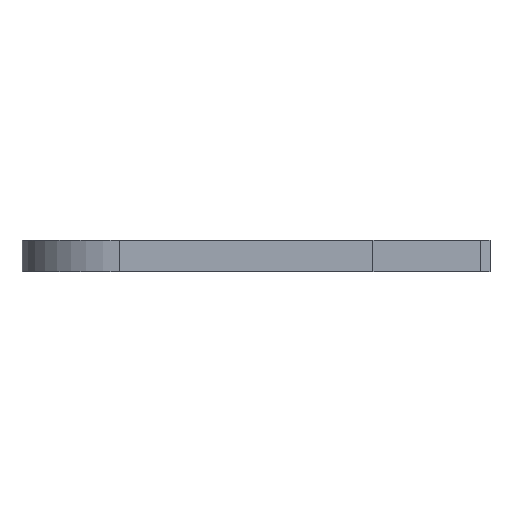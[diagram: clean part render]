
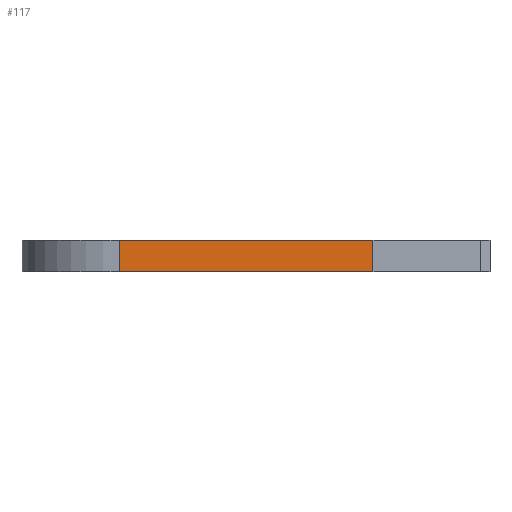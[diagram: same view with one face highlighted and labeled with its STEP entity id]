
A CAD part, left-side view. The second image highlights one B-rep face of the part: STEP entity #117.
In plain terms, the highlighted planar face has unit normal (-1, 0, 0).
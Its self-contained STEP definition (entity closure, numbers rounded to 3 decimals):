
#24 = CARTESIAN_POINT ( 'NONE',  ( 0., 0., 0.8 ) ) ;
#33 = FACE_OUTER_BOUND ( 'NONE', #713, .T. ) ;
#85 = VECTOR ( 'NONE', #279, 1000. ) ;
#117 = ADVANCED_FACE ( 'NONE', ( #33 ), #773, .F. ) ;
#158 = CARTESIAN_POINT ( 'NONE',  ( 0., 0., 0.8 ) ) ;
#167 = LINE ( 'NONE', #24, #779 ) ;
#211 = EDGE_CURVE ( 'NONE', #352, #764, #582, .T. ) ;
#246 = AXIS2_PLACEMENT_3D ( 'NONE', #570, #709, #641 ) ;
#275 = VECTOR ( 'NONE', #648, 1000. ) ;
#276 = CARTESIAN_POINT ( 'NONE',  ( 0., 0., 0. ) ) ;
#279 = DIRECTION ( 'NONE',  ( 0., -1., 0. ) ) ;
#349 = EDGE_CURVE ( 'NONE', #764, #728, #410, .T. ) ;
#352 = VERTEX_POINT ( 'NONE', #478 ) ;
#404 = CARTESIAN_POINT ( 'NONE',  ( 0., 0., 0.8 ) ) ;
#410 = LINE ( 'NONE', #552, #85 ) ;
#478 = CARTESIAN_POINT ( 'NONE',  ( 0., 6.5, 0.8 ) ) ;
#508 = DIRECTION ( 'NONE',  ( 0., -1., 0. ) ) ;
#529 = VECTOR ( 'NONE', #816, 1000. ) ;
#548 = VERTEX_POINT ( 'NONE', #158 ) ;
#551 = LINE ( 'NONE', #404, #529 ) ;
#552 = CARTESIAN_POINT ( 'NONE',  ( 0., 0., 0. ) ) ;
#570 = CARTESIAN_POINT ( 'NONE',  ( 0., 0., 0.8 ) ) ;
#582 = LINE ( 'NONE', #654, #275 ) ;
#619 = ORIENTED_EDGE ( 'NONE', *, *, #211, .T. ) ;
#641 = DIRECTION ( 'NONE',  ( 0., 0., -1. ) ) ;
#648 = DIRECTION ( 'NONE',  ( 0., 0., -1. ) ) ;
#654 = CARTESIAN_POINT ( 'NONE',  ( 0., 6.5, 0.8 ) ) ;
#702 = EDGE_CURVE ( 'NONE', #548, #728, #551, .T. ) ;
#709 = DIRECTION ( 'NONE',  ( 1., 0., 0. ) ) ;
#713 = EDGE_LOOP ( 'NONE', ( #819, #834, #789, #619 ) ) ;
#728 = VERTEX_POINT ( 'NONE', #276 ) ;
#764 = VERTEX_POINT ( 'NONE', #812 ) ;
#773 = PLANE ( 'NONE',  #246 ) ;
#779 = VECTOR ( 'NONE', #508, 1000. ) ;
#789 = ORIENTED_EDGE ( 'NONE', *, *, #793, .F. ) ;
#793 = EDGE_CURVE ( 'NONE', #352, #548, #167, .T. ) ;
#812 = CARTESIAN_POINT ( 'NONE',  ( 0., 6.5, 0. ) ) ;
#816 = DIRECTION ( 'NONE',  ( 0., 0., -1. ) ) ;
#819 = ORIENTED_EDGE ( 'NONE', *, *, #349, .T. ) ;
#834 = ORIENTED_EDGE ( 'NONE', *, *, #702, .F. ) ;
